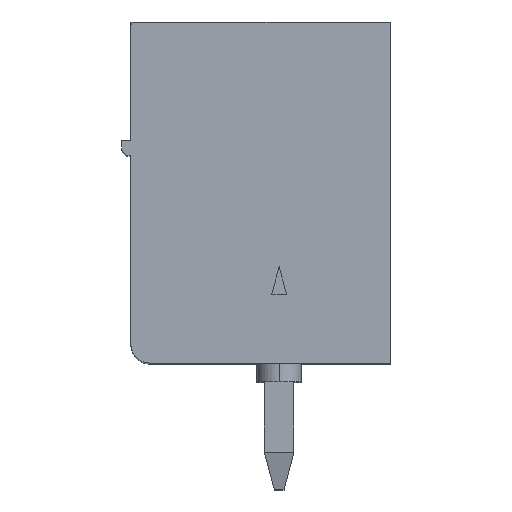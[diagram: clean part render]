
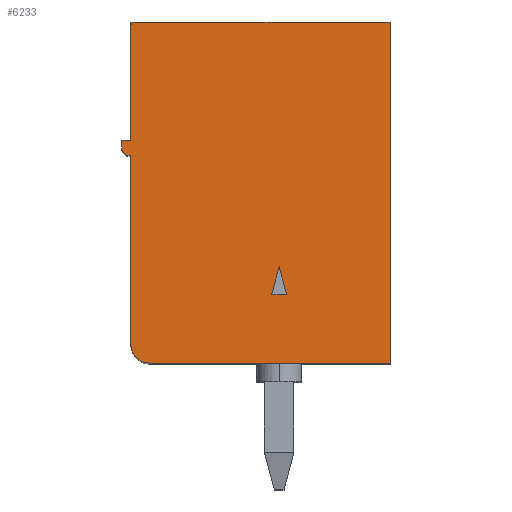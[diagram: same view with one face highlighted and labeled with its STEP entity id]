
A CAD part, top view. The second image highlights one B-rep face of the part: STEP entity #6233.
In plain terms, the highlighted planar face has unit normal (0, 0, 1).
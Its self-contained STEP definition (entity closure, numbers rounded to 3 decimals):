
#150 = CIRCLE ( 'NONE', #1989, 0.2 ) ;
#272 = VECTOR ( 'NONE', #3370, 1000. ) ;
#276 = LINE ( 'NONE', #2031, #5653 ) ;
#550 = DIRECTION ( 'NONE',  ( 1., 0., 0. ) ) ;
#634 = CARTESIAN_POINT ( 'NONE',  ( 6., 7., 2.6 ) ) ;
#760 = VERTEX_POINT ( 'NONE', #10859 ) ;
#786 = CARTESIAN_POINT ( 'NONE',  ( 2.6, 3., 2.6 ) ) ;
#946 = EDGE_CURVE ( 'NONE', #3048, #5811, #12244, .T. ) ;
#1017 = EDGE_CURVE ( 'NONE', #1676, #760, #2193, .T. ) ;
#1171 = LINE ( 'NONE', #2548, #8332 ) ;
#1304 = EDGE_CURVE ( 'NONE', #4423, #6413, #8227, .T. ) ;
#1357 = EDGE_CURVE ( 'NONE', #6792, #12741, #11084, .T. ) ;
#1431 = EDGE_CURVE ( 'NONE', #4423, #9134, #6319, .T. ) ;
#1488 = ORIENTED_EDGE ( 'NONE', *, *, #5866, .T. ) ;
#1518 = VERTEX_POINT ( 'NONE', #8167 ) ;
#1609 = VECTOR ( 'NONE', #12107, 1000. ) ;
#1676 = VERTEX_POINT ( 'NONE', #7264 ) ;
#1706 = ORIENTED_EDGE ( 'NONE', *, *, #11782, .T. ) ;
#1773 = EDGE_CURVE ( 'NONE', #1518, #12741, #10477, .T. ) ;
#1989 = AXIS2_PLACEMENT_3D ( 'NONE', #12776, #6622, #550 ) ;
#2031 = CARTESIAN_POINT ( 'NONE',  ( 2.6, 3., 2.6 ) ) ;
#2057 = CARTESIAN_POINT ( 'NONE',  ( 1.85, 3.201, 2.6 ) ) ;
#2173 = ORIENTED_EDGE ( 'NONE', *, *, #1017, .F. ) ;
#2193 = LINE ( 'NONE', #3344, #12400 ) ;
#2196 = CARTESIAN_POINT ( 'NONE',  ( 0., 7., 2.6 ) ) ;
#2398 = EDGE_CURVE ( 'NONE', #6792, #5038, #6507, .T. ) ;
#2400 = CARTESIAN_POINT ( 'NONE',  ( 0.5, 7., 2.6 ) ) ;
#2428 = EDGE_CURVE ( 'NONE', #9134, #1676, #150, .T. ) ;
#2548 = CARTESIAN_POINT ( 'NONE',  ( 0., 0., 2.6 ) ) ;
#2717 = CARTESIAN_POINT ( 'NONE',  ( 1.85, 3.201, 2.6 ) ) ;
#2898 = ORIENTED_EDGE ( 'NONE', *, *, #4906, .T. ) ;
#2906 = CARTESIAN_POINT ( 'NONE',  ( 1.85, 0., 2.6 ) ) ;
#3037 = DIRECTION ( 'NONE',  ( 0., -1., 0. ) ) ;
#3048 = VERTEX_POINT ( 'NONE', #2717 ) ;
#3049 = DIRECTION ( 'NONE',  ( 0., 0., 1. ) ) ;
#3344 = CARTESIAN_POINT ( 'NONE',  ( 5.8, 7.25, 2.6 ) ) ;
#3370 = DIRECTION ( 'NONE',  ( 0., 1., 0. ) ) ;
#3556 = FACE_BOUND ( 'NONE', #9128, .T. ) ;
#3588 = CARTESIAN_POINT ( 'NONE',  ( 0.5, 6.5, 2.6 ) ) ;
#3629 = ORIENTED_EDGE ( 'NONE', *, *, #7201, .F. ) ;
#3761 = ORIENTED_EDGE ( 'NONE', *, *, #2398, .F. ) ;
#4040 = PLANE ( 'NONE',  #10784 ) ;
#4110 = ORIENTED_EDGE ( 'NONE', *, *, #946, .T. ) ;
#4165 = DIRECTION ( 'NONE',  ( 0.966, -0.259, 0. ) ) ;
#4205 = AXIS2_PLACEMENT_3D ( 'NONE', #10509, #4390, #11520 ) ;
#4352 = CARTESIAN_POINT ( 'NONE',  ( 5.6, 7.05, 2.6 ) ) ;
#4390 = DIRECTION ( 'NONE',  ( 0., 0., -1. ) ) ;
#4423 = VERTEX_POINT ( 'NONE', #5071 ) ;
#4598 = DIRECTION ( 'NONE',  ( 1., 0., 0. ) ) ;
#4608 = VECTOR ( 'NONE', #5954, 1000. ) ;
#4826 = CARTESIAN_POINT ( 'NONE',  ( 0., 0., 2.6 ) ) ;
#4906 = EDGE_CURVE ( 'NONE', #6942, #5038, #1171, .T. ) ;
#5038 = VERTEX_POINT ( 'NONE', #4826 ) ;
#5071 = CARTESIAN_POINT ( 'NONE',  ( 5.6, 7., 2.6 ) ) ;
#5148 = ORIENTED_EDGE ( 'NONE', *, *, #13021, .T. ) ;
#5190 = VECTOR ( 'NONE', #5257, 1000. ) ;
#5257 = DIRECTION ( 'NONE',  ( -1., 0., 0. ) ) ;
#5365 = DIRECTION ( 'NONE',  ( 1., 0., 0. ) ) ;
#5561 = LINE ( 'NONE', #13229, #10693 ) ;
#5653 = VECTOR ( 'NONE', #8141, 1000. ) ;
#5811 = VERTEX_POINT ( 'NONE', #786 ) ;
#5866 = EDGE_CURVE ( 'NONE', #12657, #3048, #10016, .T. ) ;
#5954 = DIRECTION ( 'NONE',  ( 0., 1., 0. ) ) ;
#5986 = CARTESIAN_POINT ( 'NONE',  ( 0., 7., 2.6 ) ) ;
#6226 = FACE_OUTER_BOUND ( 'NONE', #6514, .T. ) ;
#6233 = ADVANCED_FACE ( 'NONE', ( #3556, #6226 ), #4040, .T. ) ;
#6319 = LINE ( 'NONE', #12048, #9048 ) ;
#6413 = VERTEX_POINT ( 'NONE', #2400 ) ;
#6507 = LINE ( 'NONE', #12679, #11931 ) ;
#6514 = EDGE_LOOP ( 'NONE', ( #8982, #3629, #2898, #3761, #11779, #12350, #1706, #10926, #2173, #12376, #11274 ) ) ;
#6546 = DIRECTION ( 'NONE',  ( -1., 0., 0. ) ) ;
#6622 = DIRECTION ( 'NONE',  ( 0., 0., -1. ) ) ;
#6792 = VERTEX_POINT ( 'NONE', #6817 ) ;
#6799 = CARTESIAN_POINT ( 'NONE',  ( 9.2, 6.9, 2.6 ) ) ;
#6812 = VECTOR ( 'NONE', #4165, 1000. ) ;
#6817 = CARTESIAN_POINT ( 'NONE',  ( 9.2, 0., 2.6 ) ) ;
#6942 = VERTEX_POINT ( 'NONE', #9150 ) ;
#6944 = DIRECTION ( 'NONE',  ( 0., 1., 0. ) ) ;
#7201 = EDGE_CURVE ( 'NONE', #6942, #6413, #12392, .T. ) ;
#7264 = CARTESIAN_POINT ( 'NONE',  ( 5.8, 7.25, 2.6 ) ) ;
#7666 = CARTESIAN_POINT ( 'NONE',  ( 1.85, 2.799, 2.6 ) ) ;
#8141 = DIRECTION ( 'NONE',  ( -0.966, -0.259, 0. ) ) ;
#8167 = CARTESIAN_POINT ( 'NONE',  ( 9.1, 7., 2.6 ) ) ;
#8227 = LINE ( 'NONE', #2196, #5190 ) ;
#8332 = VECTOR ( 'NONE', #8690, 1000. ) ;
#8446 = CARTESIAN_POINT ( 'NONE',  ( 9.2, 0., 2.6 ) ) ;
#8649 = VERTEX_POINT ( 'NONE', #634 ) ;
#8690 = DIRECTION ( 'NONE',  ( 0., -1., 0. ) ) ;
#8951 = AXIS2_PLACEMENT_3D ( 'NONE', #3588, #10711, #4598 ) ;
#8982 = ORIENTED_EDGE ( 'NONE', *, *, #1304, .T. ) ;
#9048 = VECTOR ( 'NONE', #6944, 1000. ) ;
#9128 = EDGE_LOOP ( 'NONE', ( #4110, #5148, #1488 ) ) ;
#9134 = VERTEX_POINT ( 'NONE', #4352 ) ;
#9150 = CARTESIAN_POINT ( 'NONE',  ( 0., 6.5, 2.6 ) ) ;
#9162 = CARTESIAN_POINT ( 'NONE',  ( 0., 0., 2.6 ) ) ;
#10016 = LINE ( 'NONE', #2906, #4608 ) ;
#10187 = DIRECTION ( 'NONE',  ( 1., 0., 0. ) ) ;
#10477 = CIRCLE ( 'NONE', #4205, 0.1 ) ;
#10509 = CARTESIAN_POINT ( 'NONE',  ( 9.1, 6.9, 2.6 ) ) ;
#10693 = VECTOR ( 'NONE', #3037, 1000. ) ;
#10711 = DIRECTION ( 'NONE',  ( 0., 0., -1. ) ) ;
#10784 = AXIS2_PLACEMENT_3D ( 'NONE', #9162, #3049, #10187 ) ;
#10859 = CARTESIAN_POINT ( 'NONE',  ( 6., 7.25, 2.6 ) ) ;
#10926 = ORIENTED_EDGE ( 'NONE', *, *, #11254, .F. ) ;
#11084 = LINE ( 'NONE', #8446, #272 ) ;
#11254 = EDGE_CURVE ( 'NONE', #760, #8649, #5561, .T. ) ;
#11274 = ORIENTED_EDGE ( 'NONE', *, *, #1431, .F. ) ;
#11520 = DIRECTION ( 'NONE',  ( 1., 0., 0. ) ) ;
#11779 = ORIENTED_EDGE ( 'NONE', *, *, #1357, .T. ) ;
#11782 = EDGE_CURVE ( 'NONE', #1518, #8649, #13111, .T. ) ;
#11931 = VECTOR ( 'NONE', #6546, 1000. ) ;
#12048 = CARTESIAN_POINT ( 'NONE',  ( 5.6, 7., 2.6 ) ) ;
#12107 = DIRECTION ( 'NONE',  ( -1., 0., 0. ) ) ;
#12244 = LINE ( 'NONE', #2057, #6812 ) ;
#12350 = ORIENTED_EDGE ( 'NONE', *, *, #1773, .F. ) ;
#12376 = ORIENTED_EDGE ( 'NONE', *, *, #2428, .F. ) ;
#12392 = CIRCLE ( 'NONE', #8951, 0.5 ) ;
#12400 = VECTOR ( 'NONE', #5365, 1000. ) ;
#12657 = VERTEX_POINT ( 'NONE', #7666 ) ;
#12679 = CARTESIAN_POINT ( 'NONE',  ( 3.1, 0., 2.6 ) ) ;
#12741 = VERTEX_POINT ( 'NONE', #6799 ) ;
#12776 = CARTESIAN_POINT ( 'NONE',  ( 5.8, 7.05, 2.6 ) ) ;
#13021 = EDGE_CURVE ( 'NONE', #5811, #12657, #276, .T. ) ;
#13111 = LINE ( 'NONE', #5986, #1609 ) ;
#13229 = CARTESIAN_POINT ( 'NONE',  ( 6., 7., 2.6 ) ) ;
